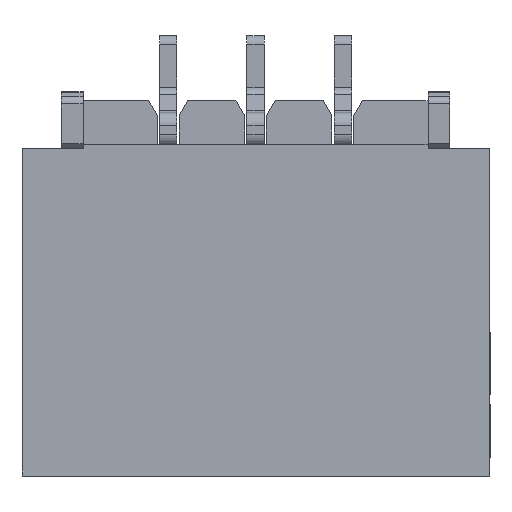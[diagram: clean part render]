
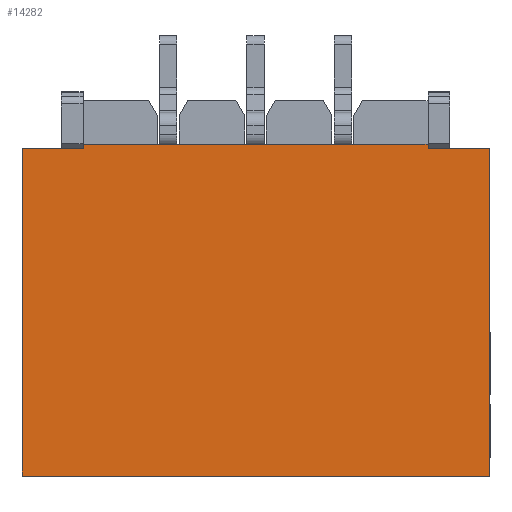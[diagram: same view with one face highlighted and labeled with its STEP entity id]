
A CAD part, top view. The second image highlights one B-rep face of the part: STEP entity #14282.
In plain terms, the highlighted planar face has unit normal (0, 0, 1).
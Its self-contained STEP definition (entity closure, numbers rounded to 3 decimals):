
#19 = ORIENTED_EDGE ( 'NONE', *, *, #19544, .T. ) ;
#354 = DIRECTION ( 'NONE',  ( 0., 1., 0. ) ) ;
#506 = ORIENTED_EDGE ( 'NONE', *, *, #2957, .F. ) ;
#1166 = ORIENTED_EDGE ( 'NONE', *, *, #2600, .F. ) ;
#1814 = VERTEX_POINT ( 'NONE', #16457 ) ;
#1885 = VERTEX_POINT ( 'NONE', #20065 ) ;
#2192 = ORIENTED_EDGE ( 'NONE', *, *, #16545, .F. ) ;
#2600 = EDGE_CURVE ( 'NONE', #1814, #2971, #9714, .T. ) ;
#2733 = LINE ( 'NONE', #7042, #14232 ) ;
#2957 = EDGE_CURVE ( 'NONE', #7610, #19918, #18688, .T. ) ;
#2971 = VERTEX_POINT ( 'NONE', #19847 ) ;
#3055 = VECTOR ( 'NONE', #13230, 1000. ) ;
#3343 = LINE ( 'NONE', #4799, #13834 ) ;
#4270 = VECTOR ( 'NONE', #10581, 1000. ) ;
#4516 = FACE_OUTER_BOUND ( 'NONE', #12681, .T. ) ;
#4795 = DIRECTION ( 'NONE',  ( -1., 0., 0. ) ) ;
#4799 = CARTESIAN_POINT ( 'NONE',  ( -1.975, 1.125, 3.38 ) ) ;
#4814 = DIRECTION ( 'NONE',  ( 0., 0., -1. ) ) ;
#6048 = ORIENTED_EDGE ( 'NONE', *, *, #11501, .F. ) ;
#6121 = CARTESIAN_POINT ( 'NONE',  ( 2.675, -2.625, 3.38 ) ) ;
#6328 = LINE ( 'NONE', #19014, #7020 ) ;
#7020 = VECTOR ( 'NONE', #4795, 1000. ) ;
#7042 = CARTESIAN_POINT ( 'NONE',  ( -1.975, 1.125, 3.38 ) ) ;
#7155 = CARTESIAN_POINT ( 'NONE',  ( 1.975, 1.125, 3.38 ) ) ;
#7451 = DIRECTION ( 'NONE',  ( 1., 0., 0. ) ) ;
#7610 = VERTEX_POINT ( 'NONE', #11830 ) ;
#7636 = VECTOR ( 'NONE', #19749, 1000. ) ;
#7732 = VERTEX_POINT ( 'NONE', #6121 ) ;
#7780 = VECTOR ( 'NONE', #7451, 1000. ) ;
#8624 = AXIS2_PLACEMENT_3D ( 'NONE', #17162, #4814, #12677 ) ;
#8696 = CARTESIAN_POINT ( 'NONE',  ( 1.975, 1.125, 3.38 ) ) ;
#8908 = VERTEX_POINT ( 'NONE', #19377 ) ;
#9714 = LINE ( 'NONE', #15987, #16821 ) ;
#10581 = DIRECTION ( 'NONE',  ( 0., 1., 0. ) ) ;
#10756 = EDGE_CURVE ( 'NONE', #8908, #19918, #16492, .T. ) ;
#11120 = PLANE ( 'NONE',  #8624 ) ;
#11501 = EDGE_CURVE ( 'NONE', #8908, #1885, #15011, .T. ) ;
#11830 = CARTESIAN_POINT ( 'NONE',  ( -1.975, 1.175, 3.38 ) ) ;
#12039 = CARTESIAN_POINT ( 'NONE',  ( -1.125, 1.175, 3.38 ) ) ;
#12511 = EDGE_CURVE ( 'NONE', #14467, #7610, #2733, .T. ) ;
#12677 = DIRECTION ( 'NONE',  ( 0., 1., 0. ) ) ;
#12681 = EDGE_LOOP ( 'NONE', ( #19750, #506, #15065, #19, #1166, #2192, #13316, #6048 ) ) ;
#13230 = DIRECTION ( 'NONE',  ( 0., 1., 0. ) ) ;
#13316 = ORIENTED_EDGE ( 'NONE', *, *, #19432, .T. ) ;
#13834 = VECTOR ( 'NONE', #19017, 1000. ) ;
#14232 = VECTOR ( 'NONE', #18172, 1000. ) ;
#14282 = ADVANCED_FACE ( 'NONE', ( #4516 ), #11120, .F. ) ;
#14467 = VERTEX_POINT ( 'NONE', #15894 ) ;
#15011 = LINE ( 'NONE', #7155, #7636 ) ;
#15065 = ORIENTED_EDGE ( 'NONE', *, *, #12511, .F. ) ;
#15894 = CARTESIAN_POINT ( 'NONE',  ( -1.975, 1.125, 3.38 ) ) ;
#15987 = CARTESIAN_POINT ( 'NONE',  ( -2.675, -2.625, 3.38 ) ) ;
#16457 = CARTESIAN_POINT ( 'NONE',  ( -2.675, -2.625, 3.38 ) ) ;
#16492 = LINE ( 'NONE', #8696, #3055 ) ;
#16545 = EDGE_CURVE ( 'NONE', #7732, #1814, #6328, .T. ) ;
#16821 = VECTOR ( 'NONE', #354, 1000. ) ;
#16966 = CARTESIAN_POINT ( 'NONE',  ( 2.675, -2.625, 3.38 ) ) ;
#17162 = CARTESIAN_POINT ( 'NONE',  ( -2.675, -2.625, 3.38 ) ) ;
#18172 = DIRECTION ( 'NONE',  ( 0., 1., 0. ) ) ;
#18688 = LINE ( 'NONE', #12039, #7780 ) ;
#19014 = CARTESIAN_POINT ( 'NONE',  ( -2.675, -2.625, 3.38 ) ) ;
#19017 = DIRECTION ( 'NONE',  ( -1., 0., 0. ) ) ;
#19377 = CARTESIAN_POINT ( 'NONE',  ( 1.975, 1.125, 3.38 ) ) ;
#19432 = EDGE_CURVE ( 'NONE', #7732, #1885, #19968, .T. ) ;
#19544 = EDGE_CURVE ( 'NONE', #14467, #2971, #3343, .T. ) ;
#19691 = CARTESIAN_POINT ( 'NONE',  ( 1.975, 1.175, 3.38 ) ) ;
#19749 = DIRECTION ( 'NONE',  ( 1., 0., 0. ) ) ;
#19750 = ORIENTED_EDGE ( 'NONE', *, *, #10756, .T. ) ;
#19847 = CARTESIAN_POINT ( 'NONE',  ( -2.675, 1.125, 3.38 ) ) ;
#19918 = VERTEX_POINT ( 'NONE', #19691 ) ;
#19968 = LINE ( 'NONE', #16966, #4270 ) ;
#20065 = CARTESIAN_POINT ( 'NONE',  ( 2.675, 1.125, 3.38 ) ) ;
